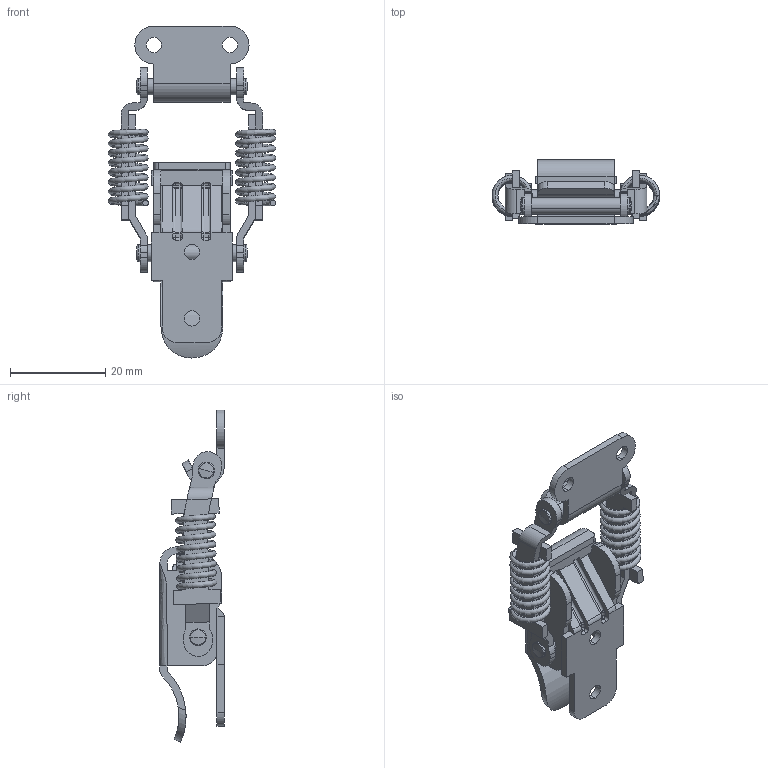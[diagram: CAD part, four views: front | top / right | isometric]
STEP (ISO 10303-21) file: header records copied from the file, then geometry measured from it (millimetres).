
FILE_DESCRIPTION (( 'STEP AP203' ), '1' );
FILE_NAME ('C-1007-2.STEP', '2020-01-23T08:24:00', ( '' ), ( '' ), 'SwSTEP 2.0', 'SolidWorks 2014', '' );
FILE_SCHEMA (( 'CONFIG_CONTROL_DESIGN' ));
Length unit declared in the file: millimetre
Products named in the file (9): C-1007-2; C-1007-2僗僾儕儞僌_; C-1007-2僶僢僋傾乕儉_; C-1007-2シャフト__カシメ状態; C-1007-2受座_; C-1007-2ベース_; C-1007-2フロントアーム（R)__フロントアーム(R); C-1007-2フロントアーム（L)__フロントアーム(R); C-1007-2レバー_
Assembly tree (11 placements, depth 2):
  C-1007-2
    C-1007-2ベース_
    C-1007-2レバー_
    C-1007-2シャフト__カシメ状態  x2
    C-1007-2僶僢僋傾乕儉_  x2
    C-1007-2フロントアーム（L)__フロントアーム(R)
    C-1007-2フロントアーム（R)__フロントアーム(R)
    C-1007-2受座_
    C-1007-2僗僾儕儞僌_  x2
Bounding box: 35.27 x 13.5 x 69.75 mm (x, y, z)
Volume: 4938.5 mm3; surface area: 8802.1 mm2
Topology: 11 solids, 11 shells, 330 faces, 850 edges, 536 vertices
Faces by surface type: plane 153, cylinder 139, sphere 20, torus 12, bspline 6
Entity records: 13258 total; most frequent: CARTESIAN_POINT 5208, DIRECTION 1527, ORIENTED_EDGE 1442, EDGE_CURVE 721, AXIS2_PLACEMENT_3D 547, VERTEX_POINT 460, VECTOR 433, LINE 433
